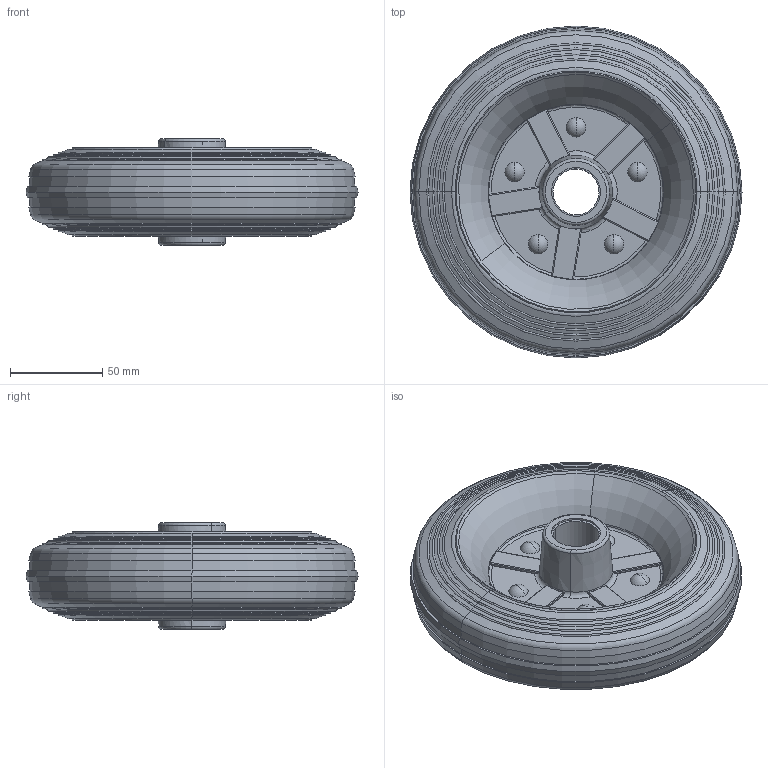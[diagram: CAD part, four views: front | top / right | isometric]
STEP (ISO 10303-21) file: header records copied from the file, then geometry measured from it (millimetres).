
FILE_DESCRIPTION (( 'STEP AP214' ), '1' );
FILE_NAME ('0037081.step', '2023-01-05T09:39:47', ( '' ), ( '' ), 'SwSTEP 2.0', 'SolidWorks 2020', '' );
FILE_SCHEMA (( 'AUTOMOTIVE_DESIGN' ));
Length unit declared in the file: millimetre
Products named in the file (1): 0037081
Bounding box: 180 x 180 x 58 mm (x, y, z)
Volume: 664289.9 mm3; surface area: 155854.2 mm2
Topology: 9 solids, 9 shells, 480 faces, 1114 edges, 626 vertices
Faces by surface type: bspline 160, torus 110, cylinder 88, plane 62, cone 60
Entity records: 22696 total; most frequent: CARTESIAN_POINT 7491, ORIENTED_EDGE 2148, DIRECTION 1952, EDGE_CURVE 1074, AXIS2_PLACEMENT_3D 887, VERTEX_POINT 626, CIRCLE 566, EDGE_LOOP 522
